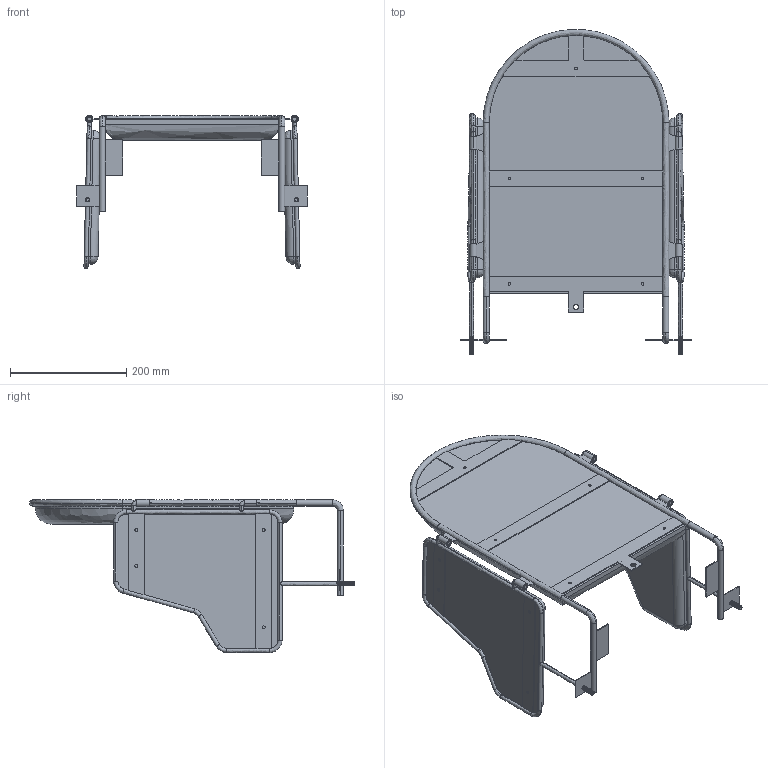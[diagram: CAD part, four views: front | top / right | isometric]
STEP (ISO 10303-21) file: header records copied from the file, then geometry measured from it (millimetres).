
FILE_DESCRIPTION(('FreeCAD Model'),'2;1');
FILE_NAME('Open CASCADE Shape Model','2025-04-29T05:12:14',('FreeCAD'),( 'FreeCAD'),'Open CASCADE STEP processor 7.6','FreeCAD','Unknown');
FILE_SCHEMA(('AUTOMOTIVE_DESIGN { 1 0 10303 214 1 1 1 1 }'));
Length unit declared in the file: millimetre
Products named in the file (1): Open CASCADE STEP translator 7.6 1
Bounding box: 396.87 x 558.23 x 263.19 mm (x, y, z)
Volume: 6352460 mm3; surface area: 727702.1 mm2
Topology: 46 solids, 46 shells, 491 faces, 1185 edges, 778 vertices
Faces by surface type: bspline 491
Entity records: 23574 total; most frequent: CARTESIAN_POINT 16894, ORIENTED_EDGE 2370, EDGE_CURVE 1185, VERTEX_POINT 778, FACE_BOUND 531, EDGE_LOOP 531, B_SPLINE_CURVE_WITH_KNOTS 501, ADVANCED_FACE 491
